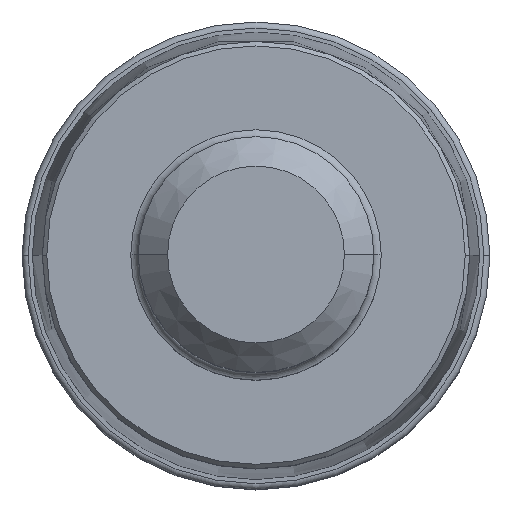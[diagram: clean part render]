
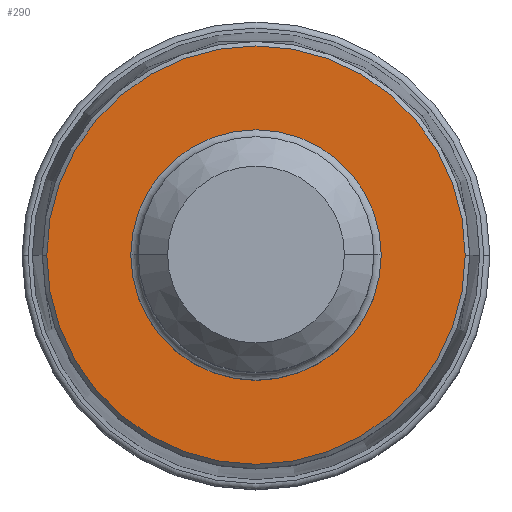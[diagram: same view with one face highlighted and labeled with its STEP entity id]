
A CAD part, top view. The second image highlights one B-rep face of the part: STEP entity #290.
In plain terms, the highlighted planar face has unit normal (0, 0, 1).
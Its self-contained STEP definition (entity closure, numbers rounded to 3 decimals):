
#160=PLANE('',#2227);
#168=FACE_BOUND('',#535,.T.);
#169=FACE_BOUND('',#536,.T.);
#290=ADVANCED_FACE('',(#168,#169),#160,.F.);
#535=EDGE_LOOP('',(#980,#981));
#536=EDGE_LOOP('',(#982,#983));
#980=ORIENTED_EDGE('',*,*,#1400,.F.);
#981=ORIENTED_EDGE('',*,*,#1403,.F.);
#982=ORIENTED_EDGE('',*,*,#1404,.F.);
#983=ORIENTED_EDGE('',*,*,#1405,.F.);
#1170=VERTEX_POINT('',#4235);
#1171=VERTEX_POINT('',#4236);
#1172=VERTEX_POINT('',#4243);
#1173=VERTEX_POINT('',#4244);
#1400=EDGE_CURVE('',#1170,#1171,#1704,.T.);
#1403=EDGE_CURVE('',#1171,#1170,#1705,.T.);
#1404=EDGE_CURVE('',#1172,#1173,#1706,.T.);
#1405=EDGE_CURVE('',#1173,#1172,#1707,.T.);
#1704=CIRCLE('',#2221,14.2);
#1705=CIRCLE('',#2223,14.2);
#1706=CIRCLE('',#2225,8.5);
#1707=CIRCLE('',#2226,8.5);
#2221=AXIS2_PLACEMENT_3D('',#4234,#2739,#2740);
#2223=AXIS2_PLACEMENT_3D('',#4240,#2745,#2746);
#2225=AXIS2_PLACEMENT_3D('',#4242,#2749,#2750);
#2226=AXIS2_PLACEMENT_3D('',#4245,#2751,#2752);
#2227=AXIS2_PLACEMENT_3D('',#4246,#2753,#2754);
#2739=DIRECTION('',(0.,0.,-1.));
#2740=DIRECTION('',(-1.,0.,0.));
#2745=DIRECTION('',(0.,0.,-1.));
#2746=DIRECTION('',(1.,0.,0.));
#2749=DIRECTION('',(0.,0.,1.));
#2750=DIRECTION('',(-1.,0.,0.));
#2751=DIRECTION('',(0.,0.,1.));
#2752=DIRECTION('',(1.,0.,0.));
#2753=DIRECTION('',(0.,0.,-1.));
#2754=DIRECTION('',(1.,0.,0.));
#4234=CARTESIAN_POINT('',(0.,0.,0.));
#4235=CARTESIAN_POINT('',(-14.2,0.,0.));
#4236=CARTESIAN_POINT('',(14.2,0.,0.));
#4240=CARTESIAN_POINT('',(0.,0.,0.));
#4242=CARTESIAN_POINT('',(0.,0.,0.));
#4243=CARTESIAN_POINT('',(-8.5,0.,0.));
#4244=CARTESIAN_POINT('',(8.5,0.,0.));
#4245=CARTESIAN_POINT('',(0.,0.,0.));
#4246=CARTESIAN_POINT('',(0.,0.,0.));
